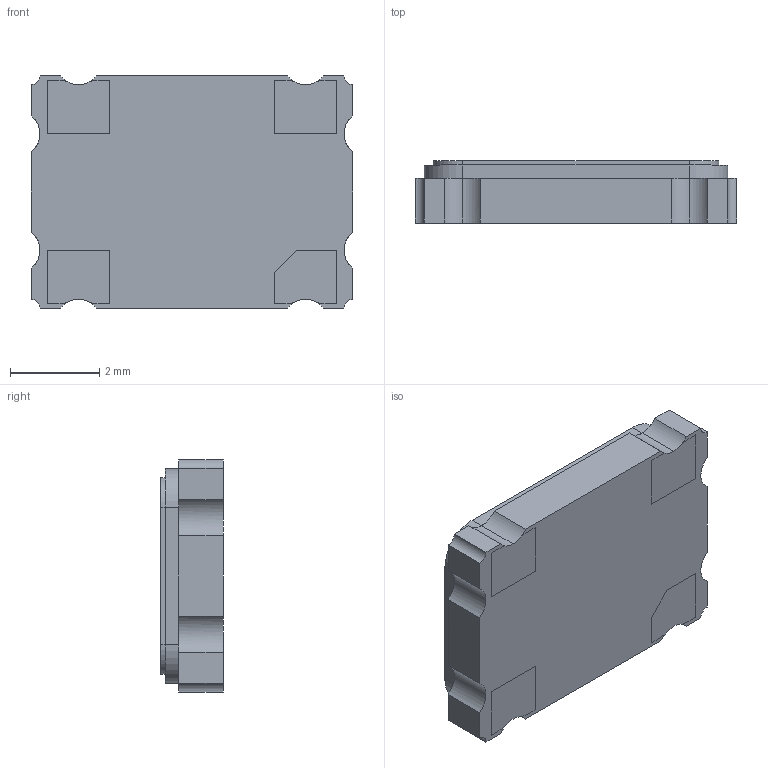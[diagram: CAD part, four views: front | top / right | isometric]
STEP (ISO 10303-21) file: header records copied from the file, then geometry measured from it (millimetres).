
FILE_DESCRIPTION (( 'STEP AP214' ), '1' );
FILE_NAME ('OSC7050.STEP', '2023-05-26T15:35:11', ( '' ), ( '' ), 'SwSTEP 2.0', 'SolidWorks 2018', '' );
FILE_SCHEMA (( 'AUTOMOTIVE_DESIGN' ));
Length unit declared in the file: millimetre
Products named in the file (1): OSC7050
Bounding box: 7.2 x 1.4 x 5.2 mm (x, y, z)
Volume: 48.8 mm3; surface area: 106.9 mm2
Topology: 1 solids, 1 shells, 58 faces, 167 edges, 113 vertices
Faces by surface type: plane 36, cylinder 22
Entity records: 2698 total; most frequent: CARTESIAN_POINT 482, ORIENTED_EDGE 334, DIRECTION 320, EDGE_CURVE 167, AXIS2_PLACEMENT_3D 117, VERTEX_POINT 113, VECTOR 86, LINE 86
